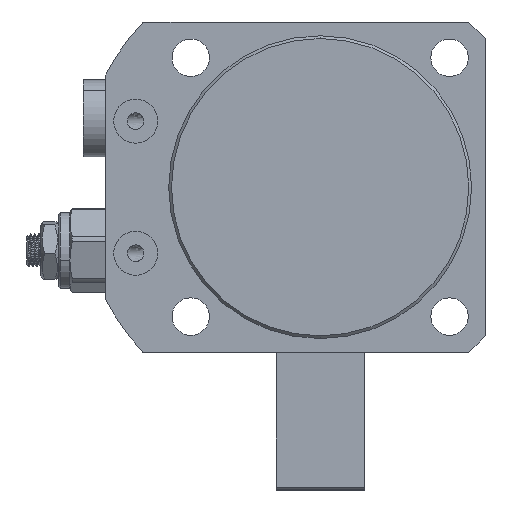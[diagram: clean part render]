
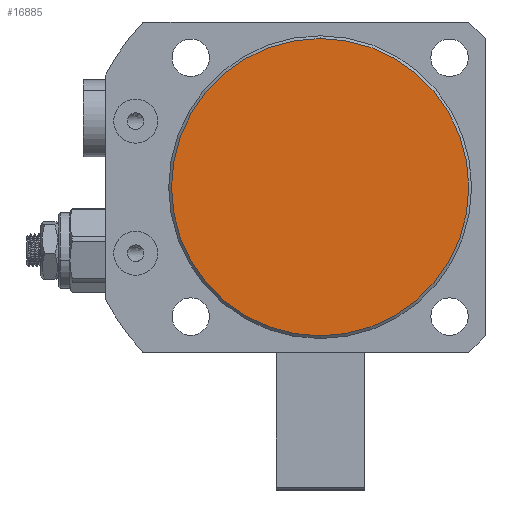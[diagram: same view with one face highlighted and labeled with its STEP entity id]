
A CAD part, front view. The second image highlights one B-rep face of the part: STEP entity #16885.
In plain terms, the highlighted planar face has unit normal (0, -1, 0).
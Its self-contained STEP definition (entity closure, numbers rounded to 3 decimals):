
#636 = CARTESIAN_POINT ( 'NONE',  ( 0., 0., -27. ) ) ;
#3152 = AXIS2_PLACEMENT_3D ( 'NONE', #15574, #4611, #17406 ) ;
#4611 = DIRECTION ( 'NONE',  ( 0., 1., 0. ) ) ;
#6886 = DIRECTION ( 'NONE',  ( 0., -1., 0. ) ) ;
#8638 = CIRCLE ( 'NONE', #11780, 27. ) ;
#8726 = VERTEX_POINT ( 'NONE', #636 ) ;
#9677 = CARTESIAN_POINT ( 'NONE',  ( 0., 0., 27. ) ) ;
#10323 = DIRECTION ( 'NONE',  ( 0., 1., 0. ) ) ;
#10514 = PLANE ( 'NONE',  #13777 ) ;
#11780 = AXIS2_PLACEMENT_3D ( 'NONE', #21286, #10323, #23148 ) ;
#12189 = EDGE_CURVE ( 'NONE', #23710, #8726, #20085, .T. ) ;
#12225 = EDGE_CURVE ( 'NONE', #8726, #23710, #8638, .T. ) ;
#13777 = AXIS2_PLACEMENT_3D ( 'NONE', #17842, #6886, #19683 ) ;
#15574 = CARTESIAN_POINT ( 'NONE',  ( 0., 0., 0. ) ) ;
#16186 = ORIENTED_EDGE ( 'NONE', *, *, #12225, .F. ) ;
#16554 = ORIENTED_EDGE ( 'NONE', *, *, #12189, .F. ) ;
#16885 = ADVANCED_FACE ( 'NONE', ( #16926 ), #10514, .T. ) ;
#16926 = FACE_OUTER_BOUND ( 'NONE', #17068, .T. ) ;
#17068 = EDGE_LOOP ( 'NONE', ( #16554, #16186 ) ) ;
#17406 = DIRECTION ( 'NONE',  ( 0., 0., 1. ) ) ;
#17842 = CARTESIAN_POINT ( 'NONE',  ( 22., 0., 0. ) ) ;
#19683 = DIRECTION ( 'NONE',  ( 0., 0., -1. ) ) ;
#20085 = CIRCLE ( 'NONE', #3152, 27. ) ;
#21286 = CARTESIAN_POINT ( 'NONE',  ( 0., 0., 0. ) ) ;
#23148 = DIRECTION ( 'NONE',  ( 0., 0., 1. ) ) ;
#23710 = VERTEX_POINT ( 'NONE', #9677 ) ;
